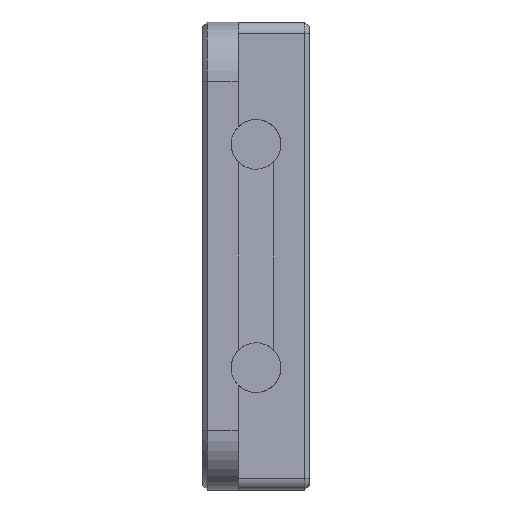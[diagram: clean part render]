
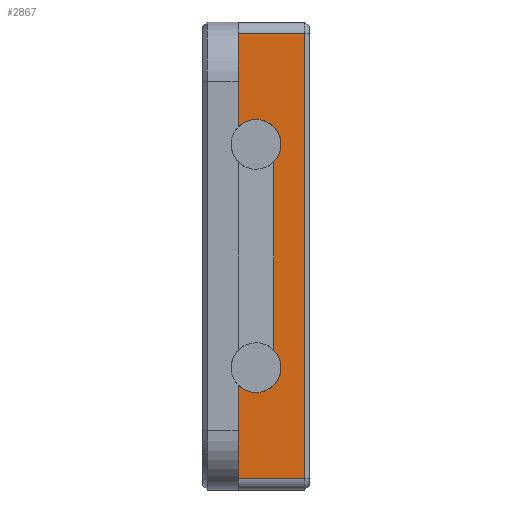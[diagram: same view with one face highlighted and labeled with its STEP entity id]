
A CAD part, left-side view. The second image highlights one B-rep face of the part: STEP entity #2867.
In plain terms, the highlighted planar face has unit normal (-1, 0, 0).
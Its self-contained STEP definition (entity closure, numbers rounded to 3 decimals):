
#282=LINE('',#4117,#535);
#289=LINE('',#4136,#542);
#291=LINE('',#4142,#544);
#312=LINE('',#4203,#565);
#321=LINE('',#4283,#574);
#322=LINE('',#4284,#575);
#535=VECTOR('',#3338,10.);
#542=VECTOR('',#3353,1000.);
#544=VECTOR('',#3357,1000.);
#565=VECTOR('',#3418,1000.);
#574=VECTOR('',#3445,1000.);
#575=VECTOR('',#3446,1000.);
#857=FACE_OUTER_BOUND('',#1028,.T.);
#1028=EDGE_LOOP('',(#2061,#2062,#2063,#2064,#2065,#2066,#2067,#2068));
#1202=CIRCLE('',#3077,2.1);
#1206=CIRCLE('',#3082,2.1);
#1293=VERTEX_POINT('',#4110);
#1296=VERTEX_POINT('',#4115);
#1299=VERTEX_POINT('',#4125);
#1304=VERTEX_POINT('',#4134);
#1306=VERTEX_POINT('',#4139);
#1307=VERTEX_POINT('',#4141);
#1327=VERTEX_POINT('',#4201);
#1341=VERTEX_POINT('',#4282);
#1546=EDGE_CURVE('',#1296,#1293,#282,.T.);
#1555=EDGE_CURVE('',#1304,#1299,#289,.T.);
#1557=EDGE_CURVE('',#1307,#1306,#291,.T.);
#1589=EDGE_CURVE('',#1304,#1327,#312,.T.);
#1594=EDGE_CURVE('',#1293,#1306,#1202,.T.);
#1608=EDGE_CURVE('',#1296,#1299,#1206,.T.);
#1609=EDGE_CURVE('',#1327,#1341,#321,.T.);
#1610=EDGE_CURVE('',#1307,#1341,#322,.T.);
#2061=ORIENTED_EDGE('',*,*,#1546,.F.);
#2062=ORIENTED_EDGE('',*,*,#1608,.T.);
#2063=ORIENTED_EDGE('',*,*,#1555,.F.);
#2064=ORIENTED_EDGE('',*,*,#1589,.T.);
#2065=ORIENTED_EDGE('',*,*,#1609,.T.);
#2066=ORIENTED_EDGE('',*,*,#1610,.F.);
#2067=ORIENTED_EDGE('',*,*,#1557,.T.);
#2068=ORIENTED_EDGE('',*,*,#1594,.F.);
#2782=PLANE('',#3081);
#2867=ADVANCED_FACE('',(#857),#2782,.F.);
#3077=AXIS2_PLACEMENT_3D('',#4213,#3429,#3430);
#3081=AXIS2_PLACEMENT_3D('',#4280,#3441,#3442);
#3082=AXIS2_PLACEMENT_3D('',#4281,#3443,#3444);
#3338=DIRECTION('',(0.,0.,1.));
#3353=DIRECTION('',(0.,0.,1.));
#3357=DIRECTION('',(0.,0.,-1.));
#3418=DIRECTION('',(0.,-1.,0.));
#3429=DIRECTION('center_axis',(-1.,0.,0.));
#3430=DIRECTION('ref_axis',(0.,-1.,0.));
#3441=DIRECTION('center_axis',(1.,0.,0.));
#3442=DIRECTION('ref_axis',(0.,1.,0.));
#3443=DIRECTION('center_axis',(1.,0.,0.));
#3444=DIRECTION('ref_axis',(0.,-1.,0.));
#3445=DIRECTION('',(0.,0.,1.));
#3446=DIRECTION('',(0.,-1.,0.));
#4110=CARTESIAN_POINT('',(4.,19.5,13.23));
#4115=CARTESIAN_POINT('',(4.,19.5,-2.631));
#4117=CARTESIAN_POINT('',(4.,19.5,-0.615));
#4125=CARTESIAN_POINT('',(4.,22.5,-5.57));
#4134=CARTESIAN_POINT('',(4.,22.5,-13.4));
#4136=CARTESIAN_POINT('',(4.,22.5,-5.485));
#4139=CARTESIAN_POINT('',(4.,22.5,16.17));
#4141=CARTESIAN_POINT('',(4.,22.5,24.));
#4142=CARTESIAN_POINT('',(4.,22.5,16.085));
#4201=CARTESIAN_POINT('',(4.,16.9,-13.4));
#4203=CARTESIAN_POINT('',(4.,16.25,-13.4));
#4213=CARTESIAN_POINT('Origin',(4.,21.,14.7));
#4280=CARTESIAN_POINT('Origin',(4.,19.,-17.4));
#4281=CARTESIAN_POINT('Origin',(4.,21.,-4.1));
#4282=CARTESIAN_POINT('',(4.,16.9,24.));
#4283=CARTESIAN_POINT('',(4.,16.9,-17.4));
#4284=CARTESIAN_POINT('',(4.,16.25,24.));
